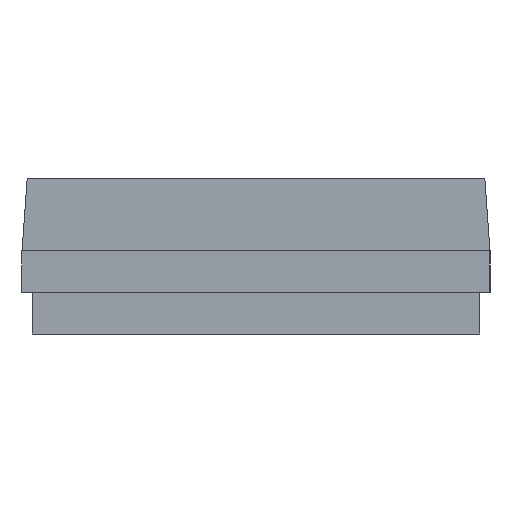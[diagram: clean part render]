
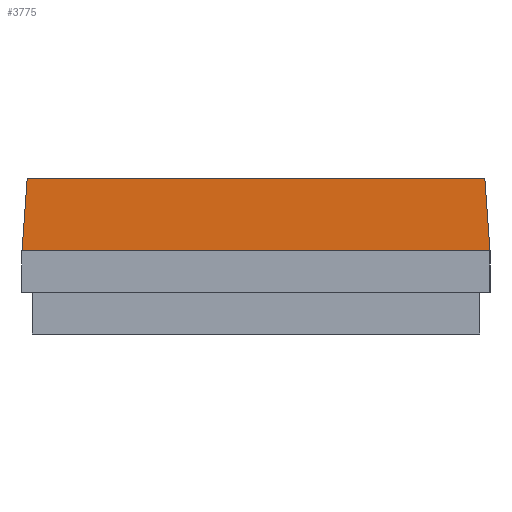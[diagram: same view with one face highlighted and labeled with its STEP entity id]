
A CAD part, left-side view. The second image highlights one B-rep face of the part: STEP entity #3775.
In plain terms, the highlighted planar face has unit normal (-1, 0, 0.007).
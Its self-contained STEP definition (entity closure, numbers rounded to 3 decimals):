
#134 = PLANE('',#135);
#135 = AXIS2_PLACEMENT_3D('',#136,#137,#138);
#136 = CARTESIAN_POINT('',(0.,0.,1.5)
  );
#137 = DIRECTION('',(0.,0.,1.));
#138 = DIRECTION('',(1.,0.,0.));
#2933 = PLANE('',#2934);
#2934 = AXIS2_PLACEMENT_3D('',#2935,#2936,#2937);
#2935 = CARTESIAN_POINT('',(-3.155,-2.25,
    0.));
#2936 = DIRECTION('',(-1.,0.,0.));
#2937 = DIRECTION('',(0.,0.,1.));
#3298 = VERTEX_POINT('',#3299);
#3299 = CARTESIAN_POINT('',(-3.155,-2.25,0.8));
#3313 = PLANE('',#3314);
#3314 = AXIS2_PLACEMENT_3D('',#3315,#3316,#3317);
#3315 = CARTESIAN_POINT('',(1.577,-2.225,1.15));
#3316 = DIRECTION('',(0.,-0.997,0.071)
  );
#3317 = DIRECTION('',(0.,-0.071,
    -0.997));
#3351 = EDGE_CURVE('',#3298,#3352,#3354,.T.);
#3352 = VERTEX_POINT('',#3353);
#3353 = CARTESIAN_POINT('',(-3.155,2.25,0.8));
#3354 = SURFACE_CURVE('',#3355,(#3359,#3366),.PCURVE_S1.);
#3355 = LINE('',#3356,#3357);
#3356 = CARTESIAN_POINT('',(-3.155,-2.25,0.8));
#3357 = VECTOR('',#3358,1.);
#3358 = DIRECTION('',(0.,1.,0.));
#3359 = PCURVE('',#2933,#3360);
#3360 = DEFINITIONAL_REPRESENTATION('',(#3361),#3365);
#3361 = LINE('',#3362,#3363);
#3362 = CARTESIAN_POINT('',(0.8,0.));
#3363 = VECTOR('',#3364,1.);
#3364 = DIRECTION('',(0.,1.));
#3365 = ( GEOMETRIC_REPRESENTATION_CONTEXT(2) 
PARAMETRIC_REPRESENTATION_CONTEXT() REPRESENTATION_CONTEXT('2D SPACE',''
  ) );
#3366 = PCURVE('',#3367,#3372);
#3367 = PLANE('',#3368);
#3368 = AXIS2_PLACEMENT_3D('',#3369,#3370,#3371);
#3369 = CARTESIAN_POINT('',(-3.153,-1.125,1.15));
#3370 = DIRECTION('',(-1.,0.,0.007));
#3371 = DIRECTION('',(0.007,0.,1.));
#3372 = DEFINITIONAL_REPRESENTATION('',(#3373),#3377);
#3373 = LINE('',#3374,#3375);
#3374 = CARTESIAN_POINT('',(-0.35,-1.125));
#3375 = VECTOR('',#3376,1.);
#3376 = DIRECTION('',(0.,1.));
#3377 = ( GEOMETRIC_REPRESENTATION_CONTEXT(2) 
PARAMETRIC_REPRESENTATION_CONTEXT() REPRESENTATION_CONTEXT('2D SPACE',''
  ) );
#3419 = PLANE('',#3420);
#3420 = AXIS2_PLACEMENT_3D('',#3421,#3422,#3423);
#3421 = CARTESIAN_POINT('',(-1.578,2.225,1.15));
#3422 = DIRECTION('',(0.,0.997,0.071)
  );
#3423 = DIRECTION('',(0.,-0.071,0.997));
#3603 = VERTEX_POINT('',#3604);
#3604 = CARTESIAN_POINT('',(-3.15,-2.2,1.5));
#3625 = EDGE_CURVE('',#3603,#3298,#3626,.T.);
#3626 = SURFACE_CURVE('',#3627,(#3631,#3638),.PCURVE_S1.);
#3627 = LINE('',#3628,#3629);
#3628 = CARTESIAN_POINT('',(-3.15,-2.2,1.5));
#3629 = VECTOR('',#3630,1.);
#3630 = DIRECTION('',(-0.007,-0.071,
    -0.997));
#3631 = PCURVE('',#3313,#3632);
#3632 = DEFINITIONAL_REPRESENTATION('',(#3633),#3637);
#3633 = LINE('',#3634,#3635);
#3634 = CARTESIAN_POINT('',(-0.351,-4.728));
#3635 = VECTOR('',#3636,1.);
#3636 = DIRECTION('',(1.,-0.007));
#3637 = ( GEOMETRIC_REPRESENTATION_CONTEXT(2) 
PARAMETRIC_REPRESENTATION_CONTEXT() REPRESENTATION_CONTEXT('2D SPACE',''
  ) );
#3638 = PCURVE('',#3367,#3639);
#3639 = DEFINITIONAL_REPRESENTATION('',(#3640),#3644);
#3640 = LINE('',#3641,#3642);
#3641 = CARTESIAN_POINT('',(0.35,-1.075));
#3642 = VECTOR('',#3643,1.);
#3643 = DIRECTION('',(-0.997,-0.071));
#3644 = ( GEOMETRIC_REPRESENTATION_CONTEXT(2) 
PARAMETRIC_REPRESENTATION_CONTEXT() REPRESENTATION_CONTEXT('2D SPACE',''
  ) );
#3775 = ADVANCED_FACE('',(#3776),#3367,.T.);
#3776 = FACE_BOUND('',#3777,.T.);
#3777 = EDGE_LOOP('',(#3778,#3779,#3802,#3823));
#3778 = ORIENTED_EDGE('',*,*,#3625,.F.);
#3779 = ORIENTED_EDGE('',*,*,#3780,.T.);
#3780 = EDGE_CURVE('',#3603,#3781,#3783,.T.);
#3781 = VERTEX_POINT('',#3782);
#3782 = CARTESIAN_POINT('',(-3.15,2.2,1.5));
#3783 = SURFACE_CURVE('',#3784,(#3788,#3795),.PCURVE_S1.);
#3784 = LINE('',#3785,#3786);
#3785 = CARTESIAN_POINT('',(-3.15,-1.125,1.5));
#3786 = VECTOR('',#3787,1.);
#3787 = DIRECTION('',(0.,1.,0.));
#3788 = PCURVE('',#3367,#3789);
#3789 = DEFINITIONAL_REPRESENTATION('',(#3790),#3794);
#3790 = LINE('',#3791,#3792);
#3791 = CARTESIAN_POINT('',(0.35,0.));
#3792 = VECTOR('',#3793,1.);
#3793 = DIRECTION('',(0.,1.));
#3794 = ( GEOMETRIC_REPRESENTATION_CONTEXT(2) 
PARAMETRIC_REPRESENTATION_CONTEXT() REPRESENTATION_CONTEXT('2D SPACE',''
  ) );
#3795 = PCURVE('',#134,#3796);
#3796 = DEFINITIONAL_REPRESENTATION('',(#3797),#3801);
#3797 = LINE('',#3798,#3799);
#3798 = CARTESIAN_POINT('',(-3.15,-1.125));
#3799 = VECTOR('',#3800,1.);
#3800 = DIRECTION('',(0.,1.));
#3801 = ( GEOMETRIC_REPRESENTATION_CONTEXT(2) 
PARAMETRIC_REPRESENTATION_CONTEXT() REPRESENTATION_CONTEXT('2D SPACE',''
  ) );
#3802 = ORIENTED_EDGE('',*,*,#3803,.T.);
#3803 = EDGE_CURVE('',#3781,#3352,#3804,.T.);
#3804 = SURFACE_CURVE('',#3805,(#3809,#3816),.PCURVE_S1.);
#3805 = LINE('',#3806,#3807);
#3806 = CARTESIAN_POINT('',(-3.15,2.2,1.5));
#3807 = VECTOR('',#3808,1.);
#3808 = DIRECTION('',(-0.007,0.071,
    -0.997));
#3809 = PCURVE('',#3367,#3810);
#3810 = DEFINITIONAL_REPRESENTATION('',(#3811),#3815);
#3811 = LINE('',#3812,#3813);
#3812 = CARTESIAN_POINT('',(0.35,3.325));
#3813 = VECTOR('',#3814,1.);
#3814 = DIRECTION('',(-0.997,0.071));
#3815 = ( GEOMETRIC_REPRESENTATION_CONTEXT(2) 
PARAMETRIC_REPRESENTATION_CONTEXT() REPRESENTATION_CONTEXT('2D SPACE',''
  ) );
#3816 = PCURVE('',#3419,#3817);
#3817 = DEFINITIONAL_REPRESENTATION('',(#3818),#3822);
#3818 = LINE('',#3819,#3820);
#3819 = CARTESIAN_POINT('',(0.351,-1.573));
#3820 = VECTOR('',#3821,1.);
#3821 = DIRECTION('',(-1.,-0.007));
#3822 = ( GEOMETRIC_REPRESENTATION_CONTEXT(2) 
PARAMETRIC_REPRESENTATION_CONTEXT() REPRESENTATION_CONTEXT('2D SPACE',''
  ) );
#3823 = ORIENTED_EDGE('',*,*,#3351,.F.);
